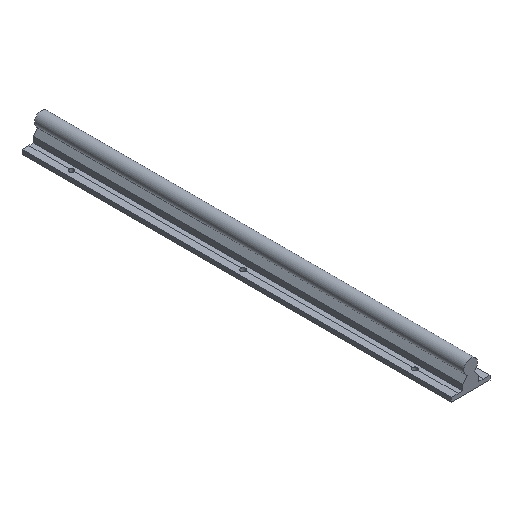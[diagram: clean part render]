
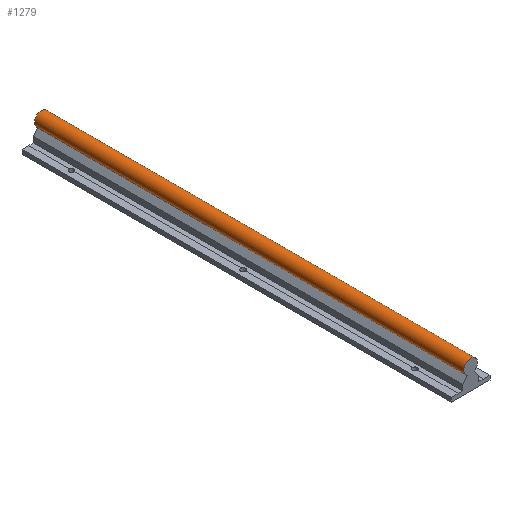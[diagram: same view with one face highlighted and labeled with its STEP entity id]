
A CAD part, isometric view. The second image highlights one B-rep face of the part: STEP entity #1279.
In plain terms, the highlighted cylindrical face has radius 8 mm (diameter 16 mm), a partial arc.
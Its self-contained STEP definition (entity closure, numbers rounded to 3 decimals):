
#44 = PLANE('',#45);
#45 = AXIS2_PLACEMENT_3D('',#46,#47,#48);
#46 = CARTESIAN_POINT('',(22.5,-500.,127.277));
#47 = DIRECTION('',(0.,-1.,0.));
#48 = DIRECTION('',(0.,0.,-1.));
#328 = PLANE('',#329);
#329 = AXIS2_PLACEMENT_3D('',#330,#331,#332);
#330 = CARTESIAN_POINT('',(22.5,0.,127.277));
#331 = DIRECTION('',(0.,-1.,0.));
#332 = DIRECTION('',(0.,0.,-1.));
#557 = VERTEX_POINT('',#558);
#558 = CARTESIAN_POINT('',(26.573,-500.,135.115));
#572 = PLANE('',#573);
#573 = AXIS2_PLACEMENT_3D('',#574,#575,#576);
#574 = CARTESIAN_POINT('',(37.,-500.,122.));
#575 = DIRECTION('',(0.783,0.,0.622)
  );
#576 = DIRECTION('',(-0.622,0.,0.783)
  );
#584 = EDGE_CURVE('',#557,#585,#587,.T.);
#585 = VERTEX_POINT('',#586);
#586 = CARTESIAN_POINT('',(18.435,-500.,135.11));
#587 = SURFACE_CURVE('',#588,(#593,#600),.PCURVE_S1.);
#588 = CIRCLE('',#589,8.);
#589 = AXIS2_PLACEMENT_3D('',#590,#591,#592);
#590 = CARTESIAN_POINT('',(22.5,-500.,142.));
#591 = DIRECTION('',(0.,-1.,0.));
#592 = DIRECTION('',(1.,0.,0.));
#593 = PCURVE('',#44,#594);
#594 = DEFINITIONAL_REPRESENTATION('',(#595),#599);
#595 = CIRCLE('',#596,8.);
#596 = AXIS2_PLACEMENT_2D('',#597,#598);
#597 = CARTESIAN_POINT('',(-14.723,0.));
#598 = DIRECTION('',(0.,1.));
#599 = ( GEOMETRIC_REPRESENTATION_CONTEXT(2) 
PARAMETRIC_REPRESENTATION_CONTEXT() REPRESENTATION_CONTEXT('2D SPACE',''
  ) );
#600 = PCURVE('',#601,#606);
#601 = CYLINDRICAL_SURFACE('',#602,8.);
#602 = AXIS2_PLACEMENT_3D('',#603,#604,#605);
#603 = CARTESIAN_POINT('',(22.5,-500.,142.));
#604 = DIRECTION('',(0.,-1.,0.));
#605 = DIRECTION('',(1.,0.,0.));
#606 = DEFINITIONAL_REPRESENTATION('',(#607),#611);
#607 = LINE('',#608,#609);
#608 = CARTESIAN_POINT('',(0.,0.));
#609 = VECTOR('',#610,1.);
#610 = DIRECTION('',(1.,0.));
#611 = ( GEOMETRIC_REPRESENTATION_CONTEXT(2) 
PARAMETRIC_REPRESENTATION_CONTEXT() REPRESENTATION_CONTEXT('2D SPACE',''
  ) );
#629 = PLANE('',#630);
#630 = AXIS2_PLACEMENT_3D('',#631,#632,#633);
#631 = CARTESIAN_POINT('',(8.,-500.,122.));
#632 = DIRECTION('',(0.782,0.,-0.623)
  );
#633 = DIRECTION('',(0.623,0.,0.782)
  );
#860 = VERTEX_POINT('',#861);
#861 = CARTESIAN_POINT('',(26.573,0.,135.115));
#882 = EDGE_CURVE('',#860,#883,#885,.T.);
#883 = VERTEX_POINT('',#884);
#884 = CARTESIAN_POINT('',(18.435,0.,135.11));
#885 = SURFACE_CURVE('',#886,(#891,#898),.PCURVE_S1.);
#886 = CIRCLE('',#887,8.);
#887 = AXIS2_PLACEMENT_3D('',#888,#889,#890);
#888 = CARTESIAN_POINT('',(22.5,0.,142.));
#889 = DIRECTION('',(0.,-1.,0.));
#890 = DIRECTION('',(1.,0.,0.));
#891 = PCURVE('',#328,#892);
#892 = DEFINITIONAL_REPRESENTATION('',(#893),#897);
#893 = CIRCLE('',#894,8.);
#894 = AXIS2_PLACEMENT_2D('',#895,#896);
#895 = CARTESIAN_POINT('',(-14.723,0.));
#896 = DIRECTION('',(0.,1.));
#897 = ( GEOMETRIC_REPRESENTATION_CONTEXT(2) 
PARAMETRIC_REPRESENTATION_CONTEXT() REPRESENTATION_CONTEXT('2D SPACE',''
  ) );
#898 = PCURVE('',#601,#899);
#899 = DEFINITIONAL_REPRESENTATION('',(#900),#904);
#900 = LINE('',#901,#902);
#901 = CARTESIAN_POINT('',(0.,-500.));
#902 = VECTOR('',#903,1.);
#903 = DIRECTION('',(1.,0.));
#904 = ( GEOMETRIC_REPRESENTATION_CONTEXT(2) 
PARAMETRIC_REPRESENTATION_CONTEXT() REPRESENTATION_CONTEXT('2D SPACE',''
  ) );
#1259 = EDGE_CURVE('',#585,#883,#1260,.T.);
#1260 = SURFACE_CURVE('',#1261,(#1265,#1272),.PCURVE_S1.);
#1261 = LINE('',#1262,#1263);
#1262 = CARTESIAN_POINT('',(18.435,-500.,135.11));
#1263 = VECTOR('',#1264,1.);
#1264 = DIRECTION('',(0.,1.,0.));
#1265 = PCURVE('',#629,#1266);
#1266 = DEFINITIONAL_REPRESENTATION('',(#1267),#1271);
#1267 = LINE('',#1268,#1269);
#1268 = CARTESIAN_POINT('',(16.756,0.));
#1269 = VECTOR('',#1270,1.);
#1270 = DIRECTION('',(0.,-1.));
#1271 = ( GEOMETRIC_REPRESENTATION_CONTEXT(2) 
PARAMETRIC_REPRESENTATION_CONTEXT() REPRESENTATION_CONTEXT('2D SPACE',''
  ) );
#1272 = PCURVE('',#601,#1273);
#1273 = DEFINITIONAL_REPRESENTATION('',(#1274),#1278);
#1274 = LINE('',#1275,#1276);
#1275 = CARTESIAN_POINT('',(10.463,0.));
#1276 = VECTOR('',#1277,1.);
#1277 = DIRECTION('',(0.,-1.));
#1278 = ( GEOMETRIC_REPRESENTATION_CONTEXT(2) 
PARAMETRIC_REPRESENTATION_CONTEXT() REPRESENTATION_CONTEXT('2D SPACE',''
  ) );
#1279 = ADVANCED_FACE('',(#1280),#601,.T.);
#1280 = FACE_BOUND('',#1281,.T.);
#1281 = EDGE_LOOP('',(#1282,#1303,#1304,#1305));
#1282 = ORIENTED_EDGE('',*,*,#1283,.T.);
#1283 = EDGE_CURVE('',#557,#860,#1284,.T.);
#1284 = SURFACE_CURVE('',#1285,(#1289,#1296),.PCURVE_S1.);
#1285 = LINE('',#1286,#1287);
#1286 = CARTESIAN_POINT('',(26.573,-500.,135.115));
#1287 = VECTOR('',#1288,1.);
#1288 = DIRECTION('',(0.,1.,0.));
#1289 = PCURVE('',#601,#1290);
#1290 = DEFINITIONAL_REPRESENTATION('',(#1291),#1295);
#1291 = LINE('',#1292,#1293);
#1292 = CARTESIAN_POINT('',(5.247,0.));
#1293 = VECTOR('',#1294,1.);
#1294 = DIRECTION('',(0.,-1.));
#1295 = ( GEOMETRIC_REPRESENTATION_CONTEXT(2) 
PARAMETRIC_REPRESENTATION_CONTEXT() REPRESENTATION_CONTEXT('2D SPACE',''
  ) );
#1296 = PCURVE('',#572,#1297);
#1297 = DEFINITIONAL_REPRESENTATION('',(#1298),#1302);
#1298 = LINE('',#1299,#1300);
#1299 = CARTESIAN_POINT('',(16.754,0.));
#1300 = VECTOR('',#1301,1.);
#1301 = DIRECTION('',(0.,-1.));
#1302 = ( GEOMETRIC_REPRESENTATION_CONTEXT(2) 
PARAMETRIC_REPRESENTATION_CONTEXT() REPRESENTATION_CONTEXT('2D SPACE',''
  ) );
#1303 = ORIENTED_EDGE('',*,*,#882,.T.);
#1304 = ORIENTED_EDGE('',*,*,#1259,.F.);
#1305 = ORIENTED_EDGE('',*,*,#584,.F.);
